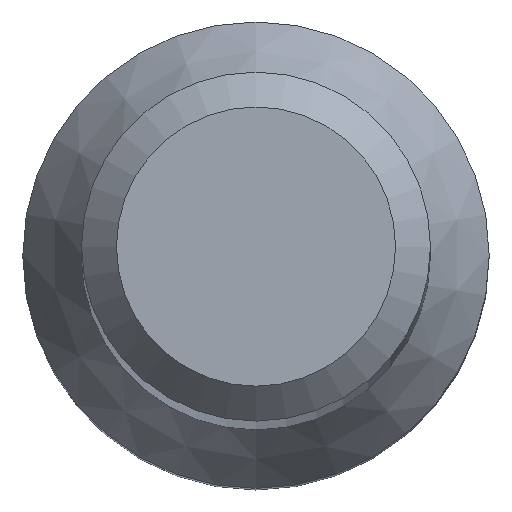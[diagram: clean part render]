
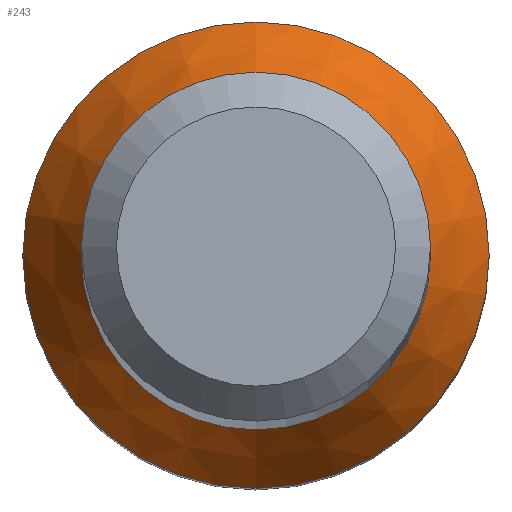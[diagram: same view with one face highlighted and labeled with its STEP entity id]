
A CAD part, top view. The second image highlights one B-rep face of the part: STEP entity #243.
In plain terms, the highlighted conical face has half-angle 30 degrees and reference radius 4.01 mm.
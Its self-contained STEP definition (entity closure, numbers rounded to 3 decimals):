
#5 = DIRECTION ( 'NONE',  ( 0., 0., -1. ) ) ;
#31 = EDGE_LOOP ( 'NONE', ( #56 ) ) ;
#42 = CIRCLE ( 'NONE', #102, 4.01 ) ;
#45 = DIRECTION ( 'NONE',  ( 0., 1., 0. ) ) ;
#50 = VERTEX_POINT ( 'NONE', #164 ) ;
#56 = ORIENTED_EDGE ( 'NONE', *, *, #176, .T. ) ;
#58 = EDGE_CURVE ( 'NONE', #83, #83, #42, .T. ) ;
#67 = FACE_OUTER_BOUND ( 'NONE', #175, .T. ) ;
#83 = VERTEX_POINT ( 'NONE', #207 ) ;
#84 = CARTESIAN_POINT ( 'NONE',  ( 0., 0., 16. ) ) ;
#99 = DIRECTION ( 'NONE',  ( 0., 0., -1. ) ) ;
#102 = AXIS2_PLACEMENT_3D ( 'NONE', #147, #110, #202 ) ;
#110 = DIRECTION ( 'NONE',  ( 0., 0., -1. ) ) ;
#138 = AXIS2_PLACEMENT_3D ( 'NONE', #186, #99, #163 ) ;
#147 = CARTESIAN_POINT ( 'NONE',  ( 0., 0., 16. ) ) ;
#156 = AXIS2_PLACEMENT_3D ( 'NONE', #84, #5, #45 ) ;
#163 = DIRECTION ( 'NONE',  ( 0., 1., 0. ) ) ;
#164 = CARTESIAN_POINT ( 'NONE',  ( 0., 3., 17.749 ) ) ;
#175 = EDGE_LOOP ( 'NONE', ( #237 ) ) ;
#176 = EDGE_CURVE ( 'NONE', #50, #50, #240, .T. ) ;
#184 = CONICAL_SURFACE ( 'NONE', #156, 4.01, 0.524 ) ;
#186 = CARTESIAN_POINT ( 'NONE',  ( 0., 0., 17.749 ) ) ;
#191 = FACE_BOUND ( 'NONE', #31, .T. ) ;
#202 = DIRECTION ( 'NONE',  ( 0., 1., 0. ) ) ;
#207 = CARTESIAN_POINT ( 'NONE',  ( 0., 4.01, 16. ) ) ;
#237 = ORIENTED_EDGE ( 'NONE', *, *, #58, .F. ) ;
#240 = CIRCLE ( 'NONE', #138, 3. ) ;
#243 = ADVANCED_FACE ( 'NONE', ( #191, #67 ), #184, .T. ) ;
